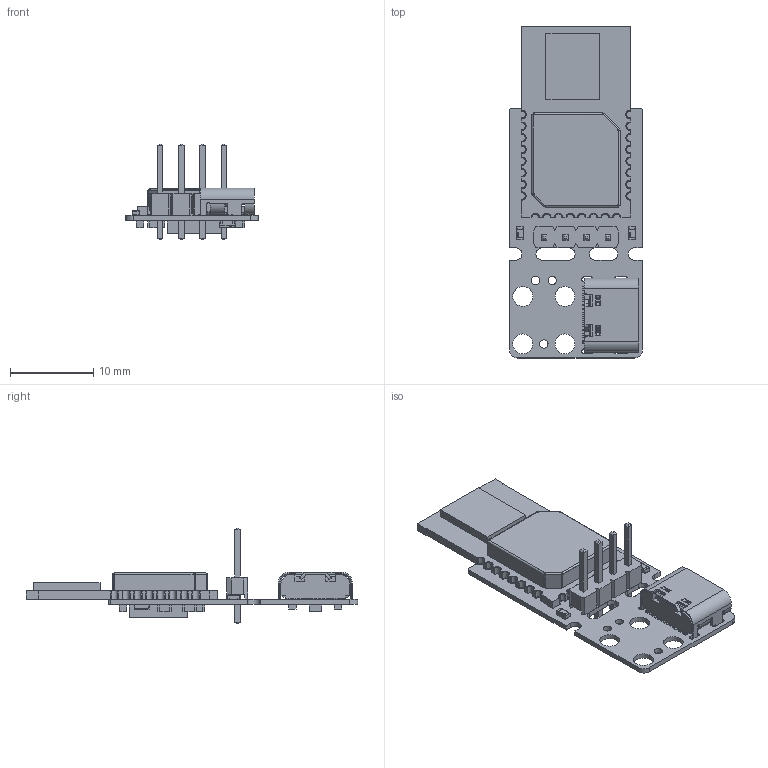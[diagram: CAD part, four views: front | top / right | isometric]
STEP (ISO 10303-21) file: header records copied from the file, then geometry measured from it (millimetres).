
FILE_DESCRIPTION(('Open CASCADE Model'),'2;1');
FILE_NAME('Open CASCADE Shape Model','2025-04-28T02:09:02',('Author'),( 'Open CASCADE'),'Open CASCADE STEP processor 7.5','Open CASCADE 7.5' ,'Unknown');
FILE_SCHEMA(('AUTOMOTIVE_DESIGN { 1 0 10303 214 1 1 1 1 }'));
Length unit declared in the file: millimetre
Products named in the file (66): PCB; Board; Open CASCADE STEP translator 7.5 1.1.1; U; TLV70033DSER; U2; DWM1000--3DModel-STEP-56544; U1; 1142698672; Extruded; R13; 1142699632; 1142699472; R12; R5; 1060843280; Mid_Body; Terminal; Open CASCADE STEP translator 6.8 1.2.1; Mark; R3; Res_TE_Connectivity_CPF0603B2K55E1_eec; 1; 2; TE connectivity Logo 1; 3; R2; P1; 61300411121; 6130xx11121_PIN; J2; 2171790001; 2171790001_2171790001; C9; 1060842320; Open CASCADE STEP translator 6.8 18.1.1; Open CASCADE STEP translator 6.8 18.1.2; Open CASCADE STEP translator 6.8 18.2.1; C8; 1060837120 ...
Assembly tree (76 placements, depth 5):
  PCB
    Board
      Open CASCADE STEP translator 7.5 1.1.1
    U
      TLV70033DSER
    U2
      DWM1000--3DModel-STEP-56544
    U1
      1142698672
        Extruded
    R13
      1142699632
        Extruded
      1142699472  x2
        Extruded
    R12
      1142699632
        Extruded
      1142699472  x2
        Extruded
    R5
      1060843280
        Mid_Body
        Terminal  x2
          Open CASCADE STEP translator 6.8 1.2.1
        Mark
    R3
      Res_TE_Connectivity_CPF0603B2K55E1_eec
        1
        2
        TE connectivity Logo 1
        3
    R2
      Res_TE_Connectivity_CPF0603B2K55E1_eec
        1
        2
        TE connectivity Logo 1
        3
    P1
      61300411121
        6130xx11121_PIN  x4
        61300411121
    J2
      2171790001
        2171790001_2171790001
    C9
      1060842320
        Terminal
          Open CASCADE STEP translator 6.8 18.1.1
          Open CASCADE STEP translator 6.8 18.1.2
        Mid_Body
          Open CASCADE STEP translator 6.8 18.2.1
    C8
      1060837120
        Terminal
          Open CASCADE STEP translator 6.8 18.1.1
          Open CASCADE STEP translator 6.8 18.1.2
        Mid_Body
          Open CASCADE STEP translator 6.8 18.2.1
    C7
Bounding box: 16 x 39.92 x 11.54 mm (x, y, z)
Volume: 891.5 mm3; surface area: 3307.4 mm2
Topology: 146 solids, 146 shells, 2366 faces, 5888 edges, 3755 vertices
Faces by surface type: plane 1647, cylinder 519, bspline 142, sphere 48, cone 10
Full cylindrical faces by diameter (mm): 1 x3, 1.1 x4, 2.4 x4
Entity records: 61364 total; most frequent: CARTESIAN_POINT 12080, ORIENTED_EDGE 9742, DIRECTION 9389, EDGE_CURVE 4871, LINE 3755, VECTOR 3755, VERTEX_POINT 3133, AXIS2_PLACEMENT_3D 2817
